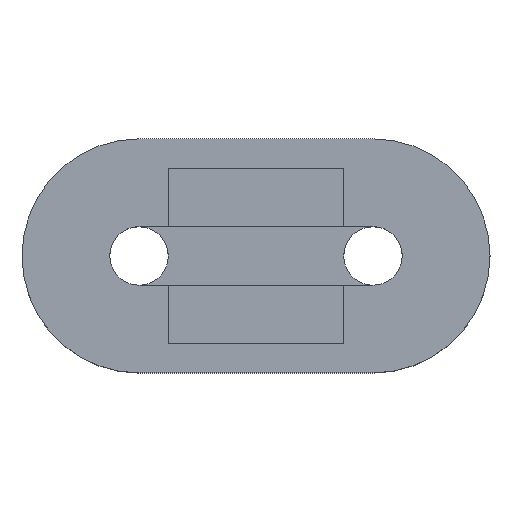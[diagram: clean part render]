
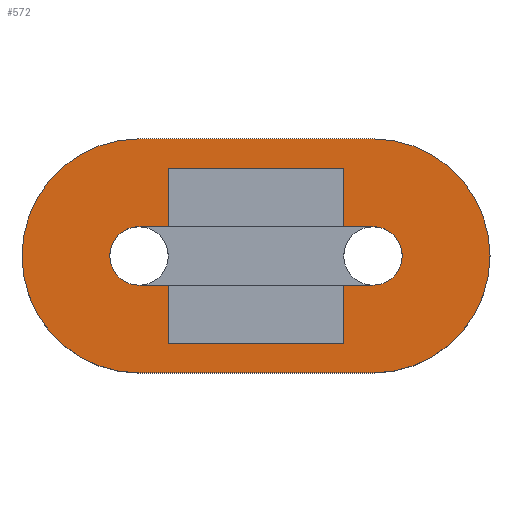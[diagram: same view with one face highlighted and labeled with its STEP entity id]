
A CAD part, top view. The second image highlights one B-rep face of the part: STEP entity #572.
In plain terms, the highlighted planar face has unit normal (0, 0, 1).
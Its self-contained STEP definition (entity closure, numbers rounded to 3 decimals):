
#118=CARTESIAN_POINT('POINT15',(-30.,-30.,20.));
#119=VERTEX_POINT('VERTEX15',#118);
#127=CARTESIAN_POINT('POINT16',(-30.,-10.,20.));
#128=VERTEX_POINT('VERTEX16',#127);
#135=CARTESIAN_POINT('POS15',(-30.,0.,20.));
#136=DIRECTION('DIR19',(0.,1.,0.));
#137=VECTOR('VEC11',#136,1.);
#138=LINE('STRAIGHT11',#135,#137);
#139=EDGE_CURVE('EDGE17',#119,#128,#138,.T.);
#149=CARTESIAN_POINT('POINT17',(30.,-30.,20.));
#150=VERTEX_POINT('VERTEX17',#149);
#159=CARTESIAN_POINT('POS18',(0.,-30.,20.));
#160=DIRECTION('DIR23',(-1.,0.,0.));
#161=VECTOR('VEC13',#160,1.);
#162=LINE('STRAIGHT13',#159,#161);
#163=EDGE_CURVE('EDGE19',#150,#119,#162,.T.);
#174=CARTESIAN_POINT('POINT18',(30.,-10.,20.));
#175=VERTEX_POINT('VERTEX18',#174);
#176=CARTESIAN_POINT('POS20',(30.,0.,20.));
#177=DIRECTION('DIR26',(0.,-1.,0.));
#178=VECTOR('VEC14',#177,1.);
#179=LINE('STRAIGHT14',#176,#178);
#180=EDGE_CURVE('EDGE20',#175,#150,#179,.T.);
#198=CARTESIAN_POINT('POINT19',(40.,-10.,20.));
#199=VERTEX_POINT('VERTEX19',#198);
#200=CARTESIAN_POINT('POS23',(0.,-10.,20.));
#201=DIRECTION('DIR30',(-1.,0.,0.));
#202=VECTOR('VEC16',#201,1.);
#203=LINE('STRAIGHT16',#200,#202);
#204=EDGE_CURVE('EDGE22',#199,#175,#203,.T.);
#213=CARTESIAN_POINT('POINT20',(-40.,-10.,20.));
#214=VERTEX_POINT('VERTEX20',#213);
#221=EDGE_CURVE('EDGE25',#128,#214,#203,.T.);
#233=CARTESIAN_POINT('POINT21',(30.,30.,20.));
#234=VERTEX_POINT('VERTEX21',#233);
#242=CARTESIAN_POINT('POINT22',(30.,10.,20.));
#243=VERTEX_POINT('VERTEX22',#242);
#250=EDGE_CURVE('EDGE28',#234,#243,#179,.T.);
#256=CARTESIAN_POINT('POINT23',(-30.,30.,20.));
#257=VERTEX_POINT('VERTEX23',#256);
#258=CARTESIAN_POINT('POS29',(0.,30.,20.));
#259=DIRECTION('DIR37',(1.,0.,0.));
#260=VECTOR('VEC21',#259,1.);
#261=LINE('STRAIGHT21',#258,#260);
#262=EDGE_CURVE('EDGE29',#257,#234,#261,.T.);
#280=CARTESIAN_POINT('POINT24',(-30.,10.,20.));
#281=VERTEX_POINT('VERTEX24',#280);
#282=EDGE_CURVE('EDGE31',#281,#257,#138,.T.);
#297=CARTESIAN_POINT('POINT25',(-40.,10.,20.));
#298=VERTEX_POINT('VERTEX25',#297);
#299=CARTESIAN_POINT('POS33',(0.,10.,20.));
#300=DIRECTION('DIR42',(1.,0.,0.));
#301=VECTOR('VEC24',#300,1.);
#302=LINE('STRAIGHT24',#299,#301);
#303=EDGE_CURVE('EDGE33',#298,#281,#302,.T.);
#312=CARTESIAN_POINT('POINT26',(40.,10.,20.));
#313=VERTEX_POINT('VERTEX26',#312);
#320=EDGE_CURVE('EDGE36',#243,#313,#302,.T.);
#330=CARTESIAN_POINT('POINT27',(-80.,0.,20.
   ));
#331=VERTEX_POINT('VERTEX27',#330);
#340=CARTESIAN_POINT('POINT29',(-40.,40.,20.));
#341=VERTEX_POINT('VERTEX29',#340);
#342=CARTESIAN_POINT('POS38',(-40.,0.,20.));
#343=DIRECTION('DIR48',(0.,0.,1.));
#344=DIRECTION('DIR49',(1.,0.,0.));
#345=AXIS2_PLACEMENT_3D('AXIS11',#342,#343,#344);
#346=CIRCLE('ELLIPSE3',#345,40.);
#347=EDGE_CURVE('EDGE38',#341,#331,#346,.T.);
#377=CARTESIAN_POINT('POINT32',(-40.,-40.,20.));
#378=VERTEX_POINT('VERTEX32',#377);
#385=EDGE_CURVE('EDGE43',#331,#378,#346,.T.);
#390=CARTESIAN_POINT('POINT33',(50.,0.,20.
   ));
#391=VERTEX_POINT('VERTEX33',#390);
#417=CARTESIAN_POINT('POS46',(40.,0.,20.));
#418=DIRECTION('DIR60',(0.,0.,-1.));
#419=DIRECTION('DIR61',(1.,0.,0.));
#420=AXIS2_PLACEMENT_3D('AXIS15',#417,#418,#419);
#421=CIRCLE('ELLIPSE6',#420,10.);
#422=EDGE_CURVE('EDGE47',#391,#199,#421,.T.);
#433=EDGE_CURVE('EDGE48',#313,#391,#421,.T.);
#460=CARTESIAN_POINT('POINT38',(-50.,0.,20.
   ));
#461=VERTEX_POINT('VERTEX38',#460);
#468=CARTESIAN_POINT('POS51',(-40.,0.,20.));
#469=DIRECTION('DIR68',(0.,0.,-1.));
#470=DIRECTION('DIR69',(1.,0.,0.));
#471=AXIS2_PLACEMENT_3D('AXIS18',#468,#469,#470);
#472=CIRCLE('ELLIPSE8',#471,10.);
#473=EDGE_CURVE('EDGE53',#214,#461,#472,.T.);
#488=EDGE_CURVE('EDGE54',#461,#298,#472,.T.);
#496=CARTESIAN_POINT('POINT39',(40.,-40.,20.));
#497=VERTEX_POINT('VERTEX39',#496);
#498=CARTESIAN_POINT('POS53',(0.,-40.,20.));
#499=DIRECTION('DIR72',(1.,0.,0.));
#500=VECTOR('VEC34',#499,1.);
#501=LINE('STRAIGHT34',#498,#500);
#502=EDGE_CURVE('EDGE56',#378,#497,#501,.T.);
#527=ORIENTED_EDGE('COEDGE91',*,*,#473,.T.);
#528=ORIENTED_EDGE('COEDGE92',*,*,#488,.T.);
#529=ORIENTED_EDGE('COEDGE93',*,*,#303,.T.);
#530=ORIENTED_EDGE('COEDGE94',*,*,#282,.T.);
#531=ORIENTED_EDGE('COEDGE95',*,*,#262,.T.);
#532=ORIENTED_EDGE('COEDGE96',*,*,#250,.T.);
#533=ORIENTED_EDGE('COEDGE97',*,*,#320,.T.);
#534=ORIENTED_EDGE('COEDGE98',*,*,#433,.T.);
#535=ORIENTED_EDGE('COEDGE99',*,*,#422,.T.);
#536=ORIENTED_EDGE('COEDGE100',*,*,#204,.T.);
#537=ORIENTED_EDGE('COEDGE101',*,*,#180,.T.);
#538=ORIENTED_EDGE('COEDGE102',*,*,#163,.T.);
#539=ORIENTED_EDGE('COEDGE103',*,*,#139,.T.);
#540=ORIENTED_EDGE('COEDGE104',*,*,#221,.T.);
#541=EDGE_LOOP('NONE',(#527,#528,#529,#530,#531,#532,#533,#534,#535,#536
   ,#537,#538,#539,#540));
#542=FACE_BOUND('LOOP1',#541,.T.);
#543=CARTESIAN_POINT('POINT41',(40.,40.,20.));
#544=VERTEX_POINT('VERTEX41',#543);
#545=CARTESIAN_POINT('POS57',(0.,40.,20.));
#546=DIRECTION('DIR77',(-1.,0.,0.));
#547=VECTOR('VEC37',#546,1.);
#548=LINE('STRAIGHT37',#545,#547);
#549=EDGE_CURVE('EDGE59',#544,#341,#548,.T.);
#550=ORIENTED_EDGE('COEDGE105',*,*,#549,.T.);
#551=ORIENTED_EDGE('COEDGE106',*,*,#347,.T.);
#552=ORIENTED_EDGE('COEDGE107',*,*,#385,.T.);
#553=ORIENTED_EDGE('COEDGE108',*,*,#502,.T.);
#554=CARTESIAN_POINT('POINT42',(80.,0.,20.
   ));
#555=VERTEX_POINT('VERTEX42',#554);
#556=CARTESIAN_POINT('POS58',(40.,0.,20.));
#557=DIRECTION('DIR78',(0.,0.,1.));
#558=DIRECTION('DIR79',(1.,0.,0.));
#559=AXIS2_PLACEMENT_3D('AXIS21',#556,#557,#558);
#560=CIRCLE('ELLIPSE9',#559,40.);
#561=EDGE_CURVE('EDGE60',#497,#555,#560,.T.);
#562=ORIENTED_EDGE('COEDGE109',*,*,#561,.T.);
#563=EDGE_CURVE('EDGE61',#555,#544,#560,.T.);
#564=ORIENTED_EDGE('COEDGE110',*,*,#563,.T.);
#565=EDGE_LOOP('NONE',(#550,#551,#552,#553,#562,#564));
#566=FACE_BOUND('LOOP1',#565,.T.);
#567=CARTESIAN_POINT('POS59',(0.,0.,20.));
#568=DIRECTION('DIR80',(0.,0.,1.));
#569=DIRECTION('DIR81',(1.,0.,0.));
#570=AXIS2_PLACEMENT_3D('AXIS22',#567,#568,#569);
#571=PLANE('PLANE10',#570);
#572=ADVANCED_FACE('FACE19',(#542,#566),#571,.T.);
